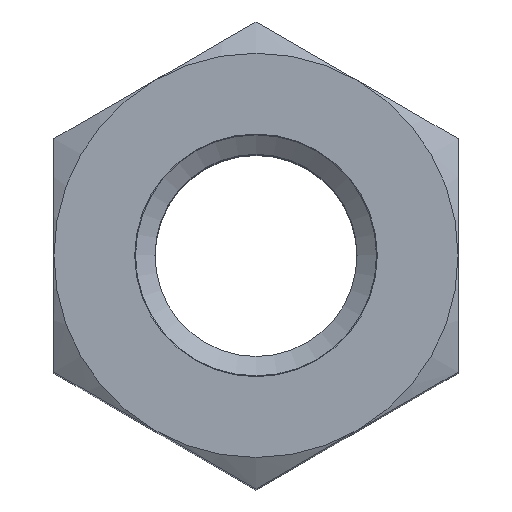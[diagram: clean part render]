
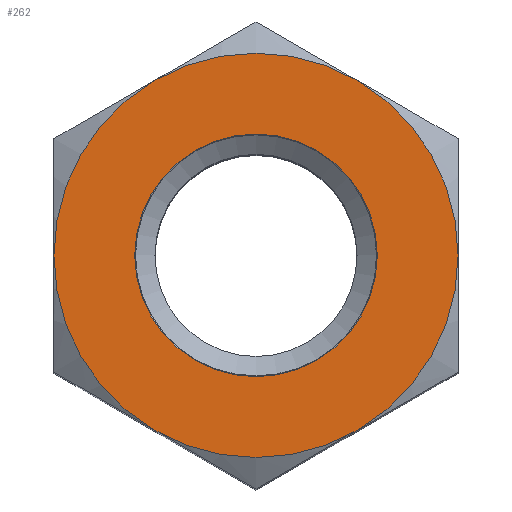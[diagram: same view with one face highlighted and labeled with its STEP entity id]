
A CAD part, top view. The second image highlights one B-rep face of the part: STEP entity #262.
In plain terms, the highlighted planar face has unit normal (0, 0, 1).
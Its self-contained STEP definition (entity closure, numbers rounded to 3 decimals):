
#30 = CARTESIAN_POINT ( 'NONE',  ( -5., 0., 0. ) ) ;
#47 = EDGE_CURVE ( 'NONE', #1529, #496, #165, .T. ) ;
#49 = VERTEX_POINT ( 'NONE', #1221 ) ;
#95 = ORIENTED_EDGE ( 'NONE', *, *, #1574, .F. ) ;
#105 = VERTEX_POINT ( 'NONE', #1011 ) ;
#123 = DIRECTION ( 'NONE',  ( 1., 0., 0. ) ) ;
#139 = FACE_OUTER_BOUND ( 'NONE', #481, .T. ) ;
#145 = AXIS2_PLACEMENT_3D ( 'NONE', #1129, #957, #663 ) ;
#153 = CIRCLE ( 'NONE', #804, 5. ) ;
#165 = CIRCLE ( 'NONE', #145, 5. ) ;
#207 = CIRCLE ( 'NONE', #1166, 5. ) ;
#229 = CIRCLE ( 'NONE', #835, 5. ) ;
#237 = VERTEX_POINT ( 'NONE', #937 ) ;
#242 = AXIS2_PLACEMENT_3D ( 'NONE', #527, #1739, #883 ) ;
#260 = PLANE ( 'NONE',  #1643 ) ;
#262 = ADVANCED_FACE ( 'NONE', ( #139, #1115 ), #260, .F. ) ;
#311 = DIRECTION ( 'NONE',  ( 0., 0., -1. ) ) ;
#405 = CARTESIAN_POINT ( 'NONE',  ( 2.5, 4.33, 0. ) ) ;
#433 = CARTESIAN_POINT ( 'NONE',  ( 0., 0., 0. ) ) ;
#470 = DIRECTION ( 'NONE',  ( -1., 0., 0. ) ) ;
#481 = EDGE_LOOP ( 'NONE', ( #1353, #1167, #1488, #1498, #606, #681 ) ) ;
#496 = VERTEX_POINT ( 'NONE', #1476 ) ;
#527 = CARTESIAN_POINT ( 'NONE',  ( 0., 0., 0. ) ) ;
#558 = DIRECTION ( 'NONE',  ( 0., 0., 1. ) ) ;
#589 = EDGE_CURVE ( 'NONE', #496, #105, #229, .T. ) ;
#606 = ORIENTED_EDGE ( 'NONE', *, *, #953, .T. ) ;
#654 = CARTESIAN_POINT ( 'NONE',  ( 0., 5.774, 0. ) ) ;
#663 = DIRECTION ( 'NONE',  ( -1., 0., 0. ) ) ;
#674 = AXIS2_PLACEMENT_3D ( 'NONE', #433, #311, #470 ) ;
#681 = ORIENTED_EDGE ( 'NONE', *, *, #1262, .F. ) ;
#695 = CIRCLE ( 'NONE', #242, 5. ) ;
#778 = VERTEX_POINT ( 'NONE', #405 ) ;
#793 = CARTESIAN_POINT ( 'NONE',  ( 0., 0., 0. ) ) ;
#804 = AXIS2_PLACEMENT_3D ( 'NONE', #793, #1600, #1461 ) ;
#835 = AXIS2_PLACEMENT_3D ( 'NONE', #1173, #880, #906 ) ;
#880 = DIRECTION ( 'NONE',  ( 0., 0., -1. ) ) ;
#883 = DIRECTION ( 'NONE',  ( -1., 0., 0. ) ) ;
#906 = DIRECTION ( 'NONE',  ( -1., 0., 0. ) ) ;
#927 = CARTESIAN_POINT ( 'NONE',  ( 0., 0., 0. ) ) ;
#937 = CARTESIAN_POINT ( 'NONE',  ( 3., 0., 0. ) ) ;
#940 = VERTEX_POINT ( 'NONE', #30 ) ;
#946 = CIRCLE ( 'NONE', #1345, 3. ) ;
#953 = EDGE_CURVE ( 'NONE', #1529, #778, #207, .T. ) ;
#957 = DIRECTION ( 'NONE',  ( 0., 0., -1. ) ) ;
#1011 = CARTESIAN_POINT ( 'NONE',  ( -2.5, -4.33, 0. ) ) ;
#1070 = DIRECTION ( 'NONE',  ( 1., 0., 0. ) ) ;
#1111 = EDGE_LOOP ( 'NONE', ( #95 ) ) ;
#1115 = FACE_BOUND ( 'NONE', #1111, .T. ) ;
#1129 = CARTESIAN_POINT ( 'NONE',  ( 0., 0., 0. ) ) ;
#1150 = CIRCLE ( 'NONE', #674, 5. ) ;
#1166 = AXIS2_PLACEMENT_3D ( 'NONE', #1731, #1257, #1070 ) ;
#1167 = ORIENTED_EDGE ( 'NONE', *, *, #1766, .F. ) ;
#1172 = EDGE_CURVE ( 'NONE', #940, #49, #695, .T. ) ;
#1173 = CARTESIAN_POINT ( 'NONE',  ( 0., 0., 0. ) ) ;
#1221 = CARTESIAN_POINT ( 'NONE',  ( -2.5, 4.33, 0. ) ) ;
#1257 = DIRECTION ( 'NONE',  ( 0., 0., 1. ) ) ;
#1262 = EDGE_CURVE ( 'NONE', #49, #778, #153, .T. ) ;
#1279 = DIRECTION ( 'NONE',  ( 0., 0., -1. ) ) ;
#1345 = AXIS2_PLACEMENT_3D ( 'NONE', #927, #558, #123 ) ;
#1353 = ORIENTED_EDGE ( 'NONE', *, *, #1172, .F. ) ;
#1461 = DIRECTION ( 'NONE',  ( -1., 0., 0. ) ) ;
#1476 = CARTESIAN_POINT ( 'NONE',  ( 2.5, -4.33, 0. ) ) ;
#1487 = CARTESIAN_POINT ( 'NONE',  ( 5., 0., 0. ) ) ;
#1488 = ORIENTED_EDGE ( 'NONE', *, *, #589, .F. ) ;
#1498 = ORIENTED_EDGE ( 'NONE', *, *, #47, .F. ) ;
#1529 = VERTEX_POINT ( 'NONE', #1487 ) ;
#1574 = EDGE_CURVE ( 'NONE', #237, #237, #946, .T. ) ;
#1575 = DIRECTION ( 'NONE',  ( -1., 0., 0. ) ) ;
#1600 = DIRECTION ( 'NONE',  ( 0., 0., -1. ) ) ;
#1643 = AXIS2_PLACEMENT_3D ( 'NONE', #654, #1279, #1575 ) ;
#1731 = CARTESIAN_POINT ( 'NONE',  ( 0., 0., 0. ) ) ;
#1739 = DIRECTION ( 'NONE',  ( 0., 0., -1. ) ) ;
#1766 = EDGE_CURVE ( 'NONE', #105, #940, #1150, .T. ) ;
